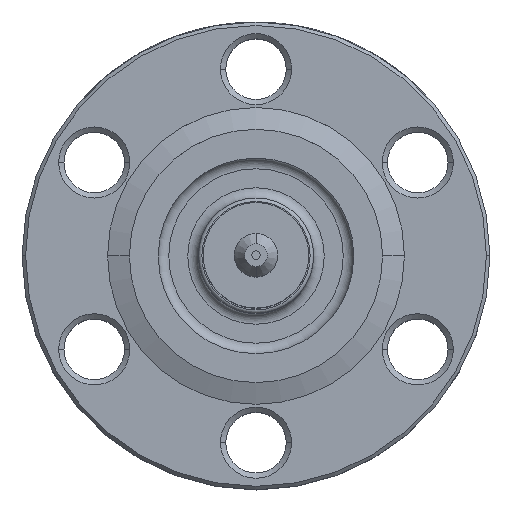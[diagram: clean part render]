
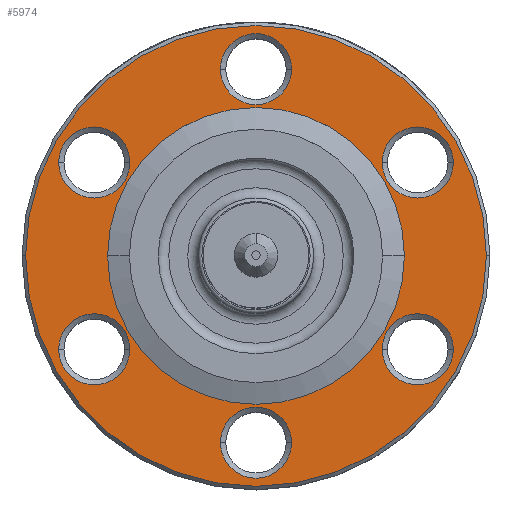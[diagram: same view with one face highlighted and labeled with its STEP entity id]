
A CAD part, top view. The second image highlights one B-rep face of the part: STEP entity #5974.
In plain terms, the highlighted planar face has unit normal (0, 0, 1).
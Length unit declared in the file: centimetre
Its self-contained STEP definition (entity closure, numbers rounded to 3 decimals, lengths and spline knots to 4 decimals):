
#1387=VERTEX_POINT('',#7976);
#1388=VERTEX_POINT('',#7978);
#1393=VERTEX_POINT('',#7991);
#1394=VERTEX_POINT('',#7993);
#1399=VERTEX_POINT('',#8006);
#1400=VERTEX_POINT('',#8008);
#1405=VERTEX_POINT('',#8021);
#1406=VERTEX_POINT('',#8023);
#1411=VERTEX_POINT('',#8036);
#1412=VERTEX_POINT('',#8038);
#1417=VERTEX_POINT('',#8066);
#1418=VERTEX_POINT('',#8068);
#1427=VERTEX_POINT('',#8097);
#1428=VERTEX_POINT('',#8098);
#1429=VERTEX_POINT('',#8104);
#1430=VERTEX_POINT('',#8105);
#2016=CIRCLE('',#6397,0.2565);
#2019=CIRCLE('',#6402,0.2565);
#2022=CIRCLE('',#6407,0.2565);
#2025=CIRCLE('',#6412,0.2565);
#2028=CIRCLE('',#6417,0.2565);
#2031=CIRCLE('',#6427,0.2565);
#2037=CIRCLE('',#6438,1.0719);
#2039=CIRCLE('',#6441,1.6637);
#2081=CIRCLE('',#6510,0.2565);
#2082=CIRCLE('',#6511,0.2565);
#2083=CIRCLE('',#6512,0.2565);
#2084=CIRCLE('',#6513,0.2565);
#2085=CIRCLE('',#6514,0.2565);
#2086=CIRCLE('',#6515,1.0719);
#2087=CIRCLE('',#6516,1.6637);
#2088=CIRCLE('',#6517,0.2565);
#2231=EDGE_CURVE('',#1388,#1387,#2016,.T.);
#2238=EDGE_CURVE('',#1394,#1393,#2019,.T.);
#2245=EDGE_CURVE('',#1400,#1399,#2022,.T.);
#2252=EDGE_CURVE('',#1406,#1405,#2025,.T.);
#2259=EDGE_CURVE('',#1412,#1411,#2028,.T.);
#2276=EDGE_CURVE('',#1418,#1417,#2031,.T.);
#2291=EDGE_CURVE('',#1427,#1428,#2037,.T.);
#2295=EDGE_CURVE('',#1429,#1430,#2039,.T.);
#2539=EDGE_CURVE('',#1387,#1388,#2081,.F.);
#2540=EDGE_CURVE('',#1393,#1394,#2082,.F.);
#2541=EDGE_CURVE('',#1399,#1400,#2083,.F.);
#2542=EDGE_CURVE('',#1405,#1406,#2084,.F.);
#2543=EDGE_CURVE('',#1411,#1412,#2085,.F.);
#2544=EDGE_CURVE('',#1428,#1427,#2086,.F.);
#2545=EDGE_CURVE('',#1430,#1429,#2087,.F.);
#2546=EDGE_CURVE('',#1417,#1418,#2088,.F.);
#3577=ORIENTED_EDGE('',*,*,#2231,.T.);
#3578=ORIENTED_EDGE('',*,*,#2539,.T.);
#3579=ORIENTED_EDGE('',*,*,#2238,.T.);
#3580=ORIENTED_EDGE('',*,*,#2540,.T.);
#3581=ORIENTED_EDGE('',*,*,#2245,.T.);
#3582=ORIENTED_EDGE('',*,*,#2541,.T.);
#3583=ORIENTED_EDGE('',*,*,#2252,.T.);
#3584=ORIENTED_EDGE('',*,*,#2542,.T.);
#3585=ORIENTED_EDGE('',*,*,#2259,.T.);
#3586=ORIENTED_EDGE('',*,*,#2543,.T.);
#3587=ORIENTED_EDGE('',*,*,#2544,.T.);
#3588=ORIENTED_EDGE('',*,*,#2291,.T.);
#3589=ORIENTED_EDGE('',*,*,#2295,.F.);
#3590=ORIENTED_EDGE('',*,*,#2545,.F.);
#3591=ORIENTED_EDGE('',*,*,#2276,.T.);
#3592=ORIENTED_EDGE('',*,*,#2546,.T.);
#5130=EDGE_LOOP('',(#3577,#3578));
#5131=EDGE_LOOP('',(#3579,#3580));
#5132=EDGE_LOOP('',(#3581,#3582));
#5133=EDGE_LOOP('',(#3583,#3584));
#5134=EDGE_LOOP('',(#3585,#3586));
#5135=EDGE_LOOP('',(#3587,#3588));
#5136=EDGE_LOOP('',(#3589,#3590));
#5137=EDGE_LOOP('',(#3591,#3592));
#5580=FACE_BOUND('',#5130,.T.);
#5581=FACE_BOUND('',#5131,.T.);
#5582=FACE_BOUND('',#5132,.T.);
#5583=FACE_BOUND('',#5133,.T.);
#5584=FACE_BOUND('',#5134,.T.);
#5585=FACE_BOUND('',#5135,.T.);
#5586=FACE_BOUND('',#5136,.T.);
#5587=FACE_BOUND('',#5137,.T.);
#5974=ADVANCED_FACE('',(#5580,#5581,#5582,#5583,#5584,#5585,#5586,#5587),
#36172,.T.);
#6397=AXIS2_PLACEMENT_3D('',#7977,#6970,#6971);
#6402=AXIS2_PLACEMENT_3D('',#7992,#6984,#6985);
#6407=AXIS2_PLACEMENT_3D('',#8007,#6998,#6999);
#6412=AXIS2_PLACEMENT_3D('',#8022,#7012,#7013);
#6417=AXIS2_PLACEMENT_3D('',#8037,#7026,#7027);
#6427=AXIS2_PLACEMENT_3D('',#8067,#7060,#7061);
#6438=AXIS2_PLACEMENT_3D('',#8096,#7091,#7092);
#6441=AXIS2_PLACEMENT_3D('',#8103,#7099,#7100);
#6509=AXIS2_PLACEMENT_3D('',#10313,#7285,$);
#6510=AXIS2_PLACEMENT_3D('',#10314,#7286,#7287);
#6511=AXIS2_PLACEMENT_3D('',#10315,#7288,#7289);
#6512=AXIS2_PLACEMENT_3D('',#10316,#7290,#7291);
#6513=AXIS2_PLACEMENT_3D('',#10317,#7292,#7293);
#6514=AXIS2_PLACEMENT_3D('',#10318,#7294,#7295);
#6515=AXIS2_PLACEMENT_3D('',#10319,#7296,#7297);
#6516=AXIS2_PLACEMENT_3D('',#10320,#7298,#7299);
#6517=AXIS2_PLACEMENT_3D('',#10321,#7300,#7301);
#6970=DIRECTION('',(0.,0.,-1.));
#6971=DIRECTION('',(0.257,0.,0.));
#6984=DIRECTION('',(0.,0.,-1.));
#6985=DIRECTION('',(0.257,0.,0.));
#6998=DIRECTION('',(0.,0.,-1.));
#6999=DIRECTION('',(0.257,0.,0.));
#7012=DIRECTION('',(0.,0.,-1.));
#7013=DIRECTION('',(0.257,0.,0.));
#7026=DIRECTION('',(0.,0.,-1.));
#7027=DIRECTION('',(0.257,0.,0.));
#7060=DIRECTION('',(0.,0.,-1.));
#7061=DIRECTION('',(0.257,0.,0.));
#7091=DIRECTION('',(0.,0.,-1.));
#7092=DIRECTION('',(-1.072,0.,0.));
#7099=DIRECTION('',(0.,0.,-1.));
#7100=DIRECTION('',(-1.664,0.,0.));
#7285=DIRECTION('',(0.,0.,1.));
#7286=DIRECTION('',(0.,0.,1.));
#7287=DIRECTION('',(0.257,0.,0.));
#7288=DIRECTION('',(0.,0.,1.));
#7289=DIRECTION('',(0.257,0.,0.));
#7290=DIRECTION('',(0.,0.,1.));
#7291=DIRECTION('',(0.257,0.,0.));
#7292=DIRECTION('',(0.,0.,1.));
#7293=DIRECTION('',(0.257,0.,0.));
#7294=DIRECTION('',(0.,0.,1.));
#7295=DIRECTION('',(0.257,0.,0.));
#7296=DIRECTION('',(0.,0.,1.));
#7297=DIRECTION('',(-1.072,0.,0.));
#7298=DIRECTION('',(0.,0.,1.));
#7299=DIRECTION('',(-1.664,0.,0.));
#7300=DIRECTION('',(0.,0.,1.));
#7301=DIRECTION('',(0.257,0.,0.));
#7976=CARTESIAN_POINT('',(0.9115,0.6744,0.));
#7977=CARTESIAN_POINT('',(1.168,0.6744,0.));
#7978=CARTESIAN_POINT('',(1.4246,0.6744,0.));
#7991=CARTESIAN_POINT('',(0.9115,-0.6744,0.));
#7992=CARTESIAN_POINT('',(1.168,-0.6744,0.));
#7993=CARTESIAN_POINT('',(1.4246,-0.6744,0.));
#8006=CARTESIAN_POINT('',(-0.2565,-1.3487,0.));
#8007=CARTESIAN_POINT('',(0.,-1.3487,0.));
#8008=CARTESIAN_POINT('',(0.2565,-1.3487,0.));
#8021=CARTESIAN_POINT('',(-1.4246,-0.6744,0.));
#8022=CARTESIAN_POINT('',(-1.168,-0.6744,0.));
#8023=CARTESIAN_POINT('',(-0.9115,-0.6744,0.));
#8036=CARTESIAN_POINT('',(-1.4246,0.6744,0.));
#8037=CARTESIAN_POINT('',(-1.168,0.6744,0.));
#8038=CARTESIAN_POINT('',(-0.9115,0.6744,0.));
#8066=CARTESIAN_POINT('',(-0.2565,1.3487,0.));
#8067=CARTESIAN_POINT('',(0.,1.3487,0.));
#8068=CARTESIAN_POINT('',(0.2565,1.3487,0.));
#8096=CARTESIAN_POINT('',(0.,0.,0.));
#8097=CARTESIAN_POINT('',(1.0719,0.,0.));
#8098=CARTESIAN_POINT('',(-1.0719,0.,0.));
#8103=CARTESIAN_POINT('',(0.,0.,0.));
#8104=CARTESIAN_POINT('',(-1.6637,0.,0.));
#8105=CARTESIAN_POINT('',(1.6637,0.,0.));
#10313=CARTESIAN_POINT('',(-1.6637,0.,0.));
#10314=CARTESIAN_POINT('',(1.168,0.6744,0.));
#10315=CARTESIAN_POINT('',(1.168,-0.6744,0.));
#10316=CARTESIAN_POINT('',(0.,-1.3487,0.));
#10317=CARTESIAN_POINT('',(-1.168,-0.6744,0.));
#10318=CARTESIAN_POINT('',(-1.168,0.6744,0.));
#10319=CARTESIAN_POINT('',(0.,0.,0.));
#10320=CARTESIAN_POINT('',(0.,0.,0.));
#10321=CARTESIAN_POINT('',(0.,1.3487,0.));
#36172=PLANE('',#6509);
